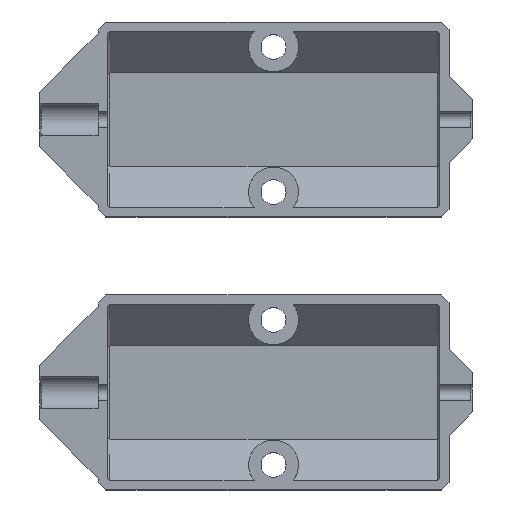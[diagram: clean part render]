
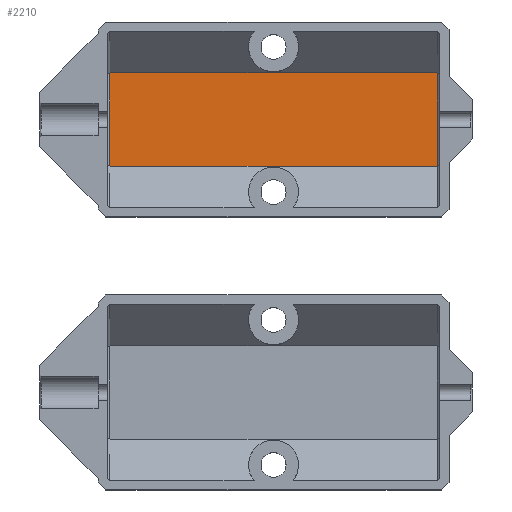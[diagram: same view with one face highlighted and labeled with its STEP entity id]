
A CAD part, top view. The second image highlights one B-rep face of the part: STEP entity #2210.
In plain terms, the highlighted planar face has unit normal (0, 0, 1).
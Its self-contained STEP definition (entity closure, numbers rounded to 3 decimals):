
#91=PLANE('',#2392);
#202=FACE_OUTER_BOUND('',#335,.T.);
#335=EDGE_LOOP('',(#1717,#1718,#1719,#1720));
#473=LINE('',#3332,#719);
#482=LINE('',#3356,#728);
#514=LINE('',#3432,#760);
#520=LINE('',#3444,#766);
#719=VECTOR('',#2662,10.);
#728=VECTOR('',#2687,10.);
#760=VECTOR('',#2761,10.);
#766=VECTOR('',#2775,10.);
#1038=VERTEX_POINT('',#3329);
#1039=VERTEX_POINT('',#3331);
#1045=VERTEX_POINT('',#3353);
#1046=VERTEX_POINT('',#3355);
#1258=EDGE_CURVE('',#1039,#1038,#473,.T.);
#1270=EDGE_CURVE('',#1046,#1045,#482,.F.);
#1309=EDGE_CURVE('',#1038,#1046,#514,.F.);
#1315=EDGE_CURVE('',#1045,#1039,#520,.T.);
#1717=ORIENTED_EDGE('',*,*,#1309,.T.);
#1718=ORIENTED_EDGE('',*,*,#1270,.T.);
#1719=ORIENTED_EDGE('',*,*,#1315,.T.);
#1720=ORIENTED_EDGE('',*,*,#1258,.T.);
#2210=ADVANCED_FACE('',(#202),#91,.T.);
#2392=AXIS2_PLACEMENT_3D('',#3443,#2773,#2774);
#2662=DIRECTION('',(-1.,0.,0.));
#2687=DIRECTION('',(-1.,0.,0.));
#2761=DIRECTION('',(0.,1.,0.));
#2773=DIRECTION('center_axis',(0.,0.,1.));
#2774=DIRECTION('ref_axis',(1.,0.,0.));
#2775=DIRECTION('',(0.,1.,0.));
#3329=CARTESIAN_POINT('',(1.497,18.503,1.2));
#3331=CARTESIAN_POINT('',(43.503,18.503,1.2));
#3332=CARTESIAN_POINT('',(28.125,18.503,1.2));
#3353=CARTESIAN_POINT('',(43.503,6.497,1.2));
#3355=CARTESIAN_POINT('',(1.497,6.497,1.2));
#3356=CARTESIAN_POINT('',(16.875,6.497,1.2));
#3432=CARTESIAN_POINT('',(1.497,15.625,1.2));
#3443=CARTESIAN_POINT('Origin',(22.5,12.5,1.2));
#3444=CARTESIAN_POINT('',(43.503,9.375,1.2));
